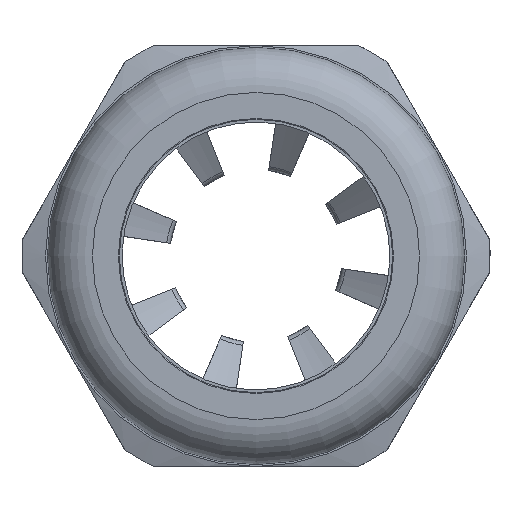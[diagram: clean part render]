
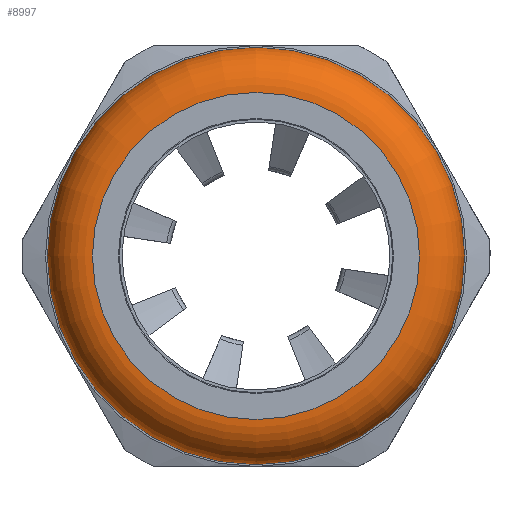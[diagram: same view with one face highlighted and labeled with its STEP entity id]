
A CAD part, left-side view. The second image highlights one B-rep face of the part: STEP entity #8997.
In plain terms, the highlighted toroidal (fillet/blend) face has major radius 19.425 mm and minor radius 5.35 mm.
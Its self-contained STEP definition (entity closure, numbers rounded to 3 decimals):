
#48=TOROIDAL_SURFACE('',#9623,19.425,5.35);
#114=FACE_BOUND('',#1189,.T.);
#659=FACE_OUTER_BOUND('',#1188,.T.);
#1188=EDGE_LOOP('',(#6251));
#1189=EDGE_LOOP('',(#6252));
#3005=CIRCLE('',#9616,19.425);
#3009=CIRCLE('',#9624,24.775);
#3772=VERTEX_POINT('',#15894);
#3776=VERTEX_POINT('',#15906);
#4747=EDGE_CURVE('',#3772,#3772,#3005,.T.);
#4751=EDGE_CURVE('',#3776,#3776,#3009,.T.);
#6251=ORIENTED_EDGE('',*,*,#4747,.T.);
#6252=ORIENTED_EDGE('',*,*,#4751,.F.);
#8997=ADVANCED_FACE('',(#659,#114),#48,.T.);
#9616=AXIS2_PLACEMENT_3D('',#15895,#10770,#10771);
#9623=AXIS2_PLACEMENT_3D('',#15905,#10784,#10785);
#9624=AXIS2_PLACEMENT_3D('',#15907,#10786,#10787);
#10770=DIRECTION('center_axis',(1.,0.,0.));
#10771=DIRECTION('ref_axis',(0.,0.,-1.));
#10784=DIRECTION('center_axis',(1.,0.,0.));
#10785=DIRECTION('ref_axis',(0.,0.,-1.));
#10786=DIRECTION('center_axis',(1.,0.,0.));
#10787=DIRECTION('ref_axis',(0.,0.,-1.));
#15894=CARTESIAN_POINT('',(-30.9,19.425,0.));
#15895=CARTESIAN_POINT('Origin',(-30.9,0.,0.));
#15905=CARTESIAN_POINT('Origin',(-25.55,0.,0.));
#15906=CARTESIAN_POINT('',(-25.55,24.775,0.));
#15907=CARTESIAN_POINT('Origin',(-25.55,0.,0.));
